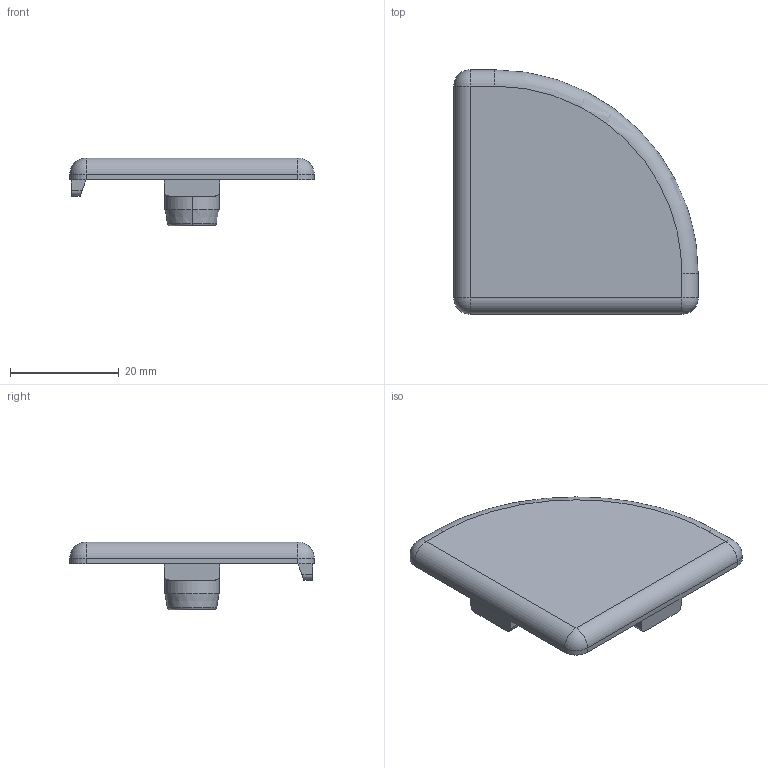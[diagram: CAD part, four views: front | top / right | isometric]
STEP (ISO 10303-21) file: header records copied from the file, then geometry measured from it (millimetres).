
FILE_DESCRIPTION (( 'STEP AP203' ), '1' );
FILE_NAME ('411548800_c_1.STEP', '2023-02-18T13:18:59', ( '' ), ( '' ), 'SwSTEP 2.0', 'SolidWorks 2014', '' );
FILE_SCHEMA (( 'CONFIG_CONTROL_DESIGN' ));
Length unit declared in the file: millimetre
Products named in the file (1): 411548800_c_1
Bounding box: 45 x 45 x 12.5 mm (x, y, z)
Volume: 5790 mm3; surface area: 4616.4 mm2
Topology: 1 solids, 1 shells, 48 faces, 113 edges, 67 vertices
Faces by surface type: plane 23, cylinder 17, torus 3, sphere 3, cone 2
Entity records: 1549 total; most frequent: CARTESIAN_POINT 374, DIRECTION 239, ORIENTED_EDGE 220, EDGE_CURVE 110, AXIS2_PLACEMENT_3D 85, VECTOR 69, LINE 69, VERTEX_POINT 67
